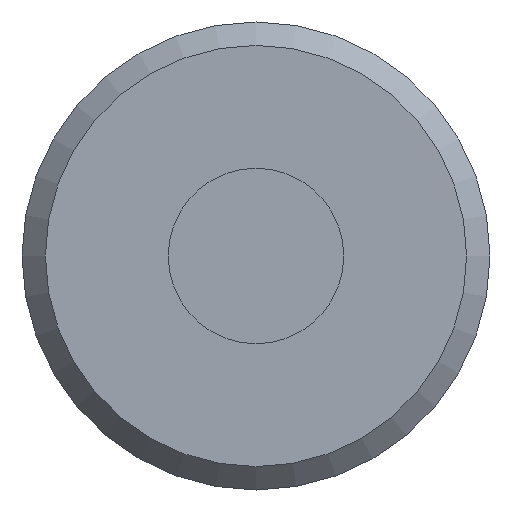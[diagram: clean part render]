
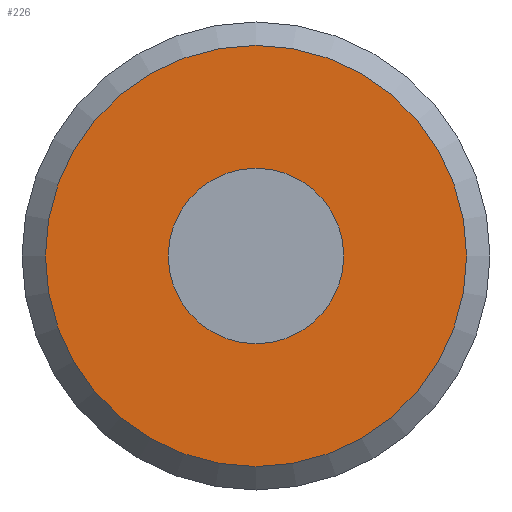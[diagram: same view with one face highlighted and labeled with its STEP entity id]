
A CAD part, front view. The second image highlights one B-rep face of the part: STEP entity #226.
In plain terms, the highlighted planar face has unit normal (0, -1, 0).
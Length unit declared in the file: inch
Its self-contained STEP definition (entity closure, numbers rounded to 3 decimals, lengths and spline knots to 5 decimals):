
#14 = DIRECTION ( 'NONE',  ( 0., -1., 0. ) ) ;
#18 = FACE_OUTER_BOUND ( 'NONE', #57, .T. ) ;
#21 = DIRECTION ( 'NONE',  ( 0., 1., 0. ) ) ;
#25 = VERTEX_POINT ( 'NONE', #237 ) ;
#34 = ORIENTED_EDGE ( 'NONE', *, *, #91, .F. ) ;
#47 = FACE_BOUND ( 'NONE', #192, .T. ) ;
#50 = VERTEX_POINT ( 'NONE', #135 ) ;
#52 = CIRCLE ( 'NONE', #88, 0.05906 ) ;
#57 = EDGE_LOOP ( 'NONE', ( #34 ) ) ;
#87 = CARTESIAN_POINT ( 'NONE',  ( 0., -0.68898, 0. ) ) ;
#88 = AXIS2_PLACEMENT_3D ( 'NONE', #151, #14, #228 ) ;
#91 = EDGE_CURVE ( 'NONE', #50, #50, #255, .T. ) ;
#104 = DIRECTION ( 'NONE',  ( 0., 1., 0. ) ) ;
#105 = CARTESIAN_POINT ( 'NONE',  ( 0., -0.68898, 0. ) ) ;
#120 = DIRECTION ( 'NONE',  ( 0., 0., 1. ) ) ;
#129 = DIRECTION ( 'NONE',  ( 0., 0., 1. ) ) ;
#135 = CARTESIAN_POINT ( 'NONE',  ( 0., -0.68898, 0.14173 ) ) ;
#151 = CARTESIAN_POINT ( 'NONE',  ( 0., -0.68898, 0. ) ) ;
#176 = AXIS2_PLACEMENT_3D ( 'NONE', #105, #21, #129 ) ;
#190 = EDGE_CURVE ( 'NONE', #25, #25, #52, .T. ) ;
#192 = EDGE_LOOP ( 'NONE', ( #254 ) ) ;
#211 = PLANE ( 'NONE',  #176 ) ;
#212 = AXIS2_PLACEMENT_3D ( 'NONE', #87, #104, #120 ) ;
#226 = ADVANCED_FACE ( 'NONE', ( #18, #47 ), #211, .F. ) ;
#228 = DIRECTION ( 'NONE',  ( 0., 0., 1. ) ) ;
#237 = CARTESIAN_POINT ( 'NONE',  ( 0., -0.68898, 0.05906 ) ) ;
#254 = ORIENTED_EDGE ( 'NONE', *, *, #190, .F. ) ;
#255 = CIRCLE ( 'NONE', #212, 0.14173 ) ;
